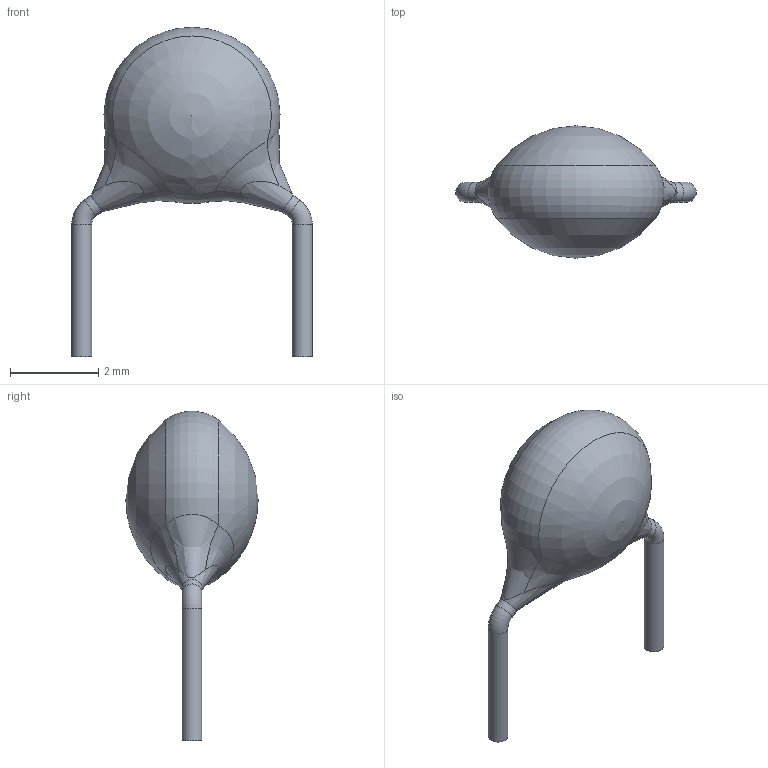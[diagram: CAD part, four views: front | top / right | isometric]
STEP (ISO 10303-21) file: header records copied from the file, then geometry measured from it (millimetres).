
FILE_DESCRIPTION(('STEP AP214'), '1');
FILE_NAME('CAP_DISC_4x3_YL', '', ('UNSPECIFIED'), ('UNSPECIFIED'), 'ASCON STEP Converter 1.3', 'ASCON Math Kernel', '');
FILE_SCHEMA(('AUTOMOTIVE_DESIGN { 1 0 10303 214 3 1 1}'));
Length unit declared in the file: millimetre
Bounding box: 5.45 x 3 x 7.47 mm (x, y, z)
Volume: 26.8 mm3; surface area: 56.2 mm2
Topology: 3 solids, 3 shells, 26 faces, 54 edges, 32 vertices
Faces by surface type: bspline 8, plane 6, torus 4, cylinder 4, cone 2, sphere 2
Full cylindrical faces by diameter (mm): 0.45 x4
Entity records: 1712 total; most frequent: CARTESIAN_POINT 1021, ORIENTED_EDGE 84, DIRECTION 70, EDGE_CURVE 42, AXIS2_PLACEMENT_3D 35, EDGE_LOOP 34, VERTEX_POINT 30, COLOUR_RGB 29
